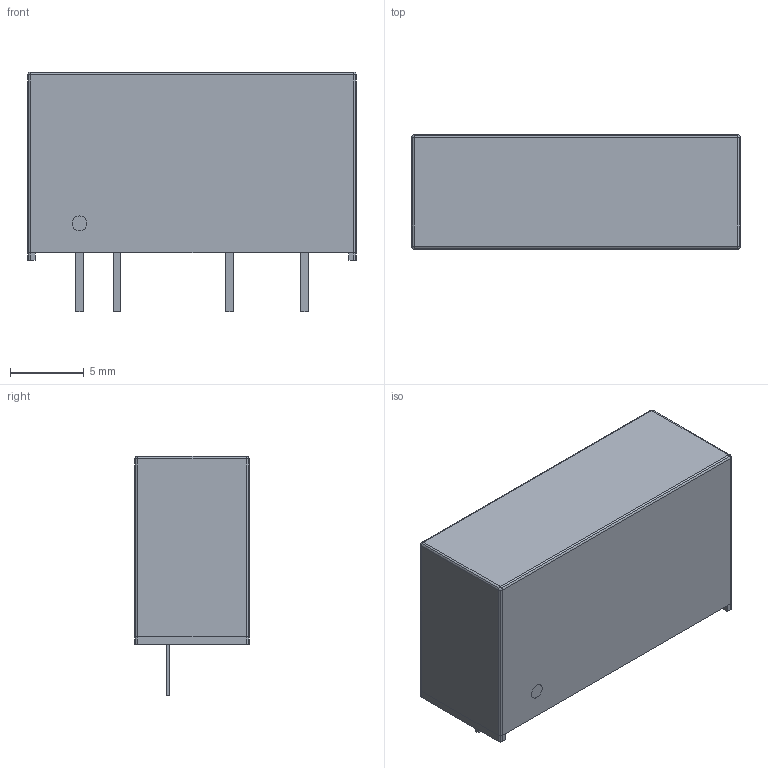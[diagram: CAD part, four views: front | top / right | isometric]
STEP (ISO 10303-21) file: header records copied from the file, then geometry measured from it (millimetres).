
FILE_DESCRIPTION((''),'2;1');
FILE_NAME('DCDC_TRACO_TMV-EN.stp','2009-12-09T09:26:57',(''),(''),'Mechanical Desktop 2006','Mechanical Desktop 2006',', , ');
FILE_SCHEMA(('AUTOMOTIVE_DESIGN { 1 2 10303 214 0 1 1 1 }'));
Length unit declared in the file: millimetre
Products named in the file (1): Product
Bounding box: 22.25 x 7.75 x 16.25 mm (x, y, z)
Volume: 2117.3 mm3; surface area: 1129.4 mm2
Topology: 8 solids, 8 shells, 77 faces, 172 edges, 108 vertices
Faces by surface type: plane 45, cylinder 28, sphere 4
Entity records: 2154 total; most frequent: DIRECTION 380, CARTESIAN_POINT 354, ORIENTED_EDGE 336, EDGE_CURVE 168, AXIS2_PLACEMENT_3D 134, VECTOR 112, LINE 112, VERTEX_POINT 108
